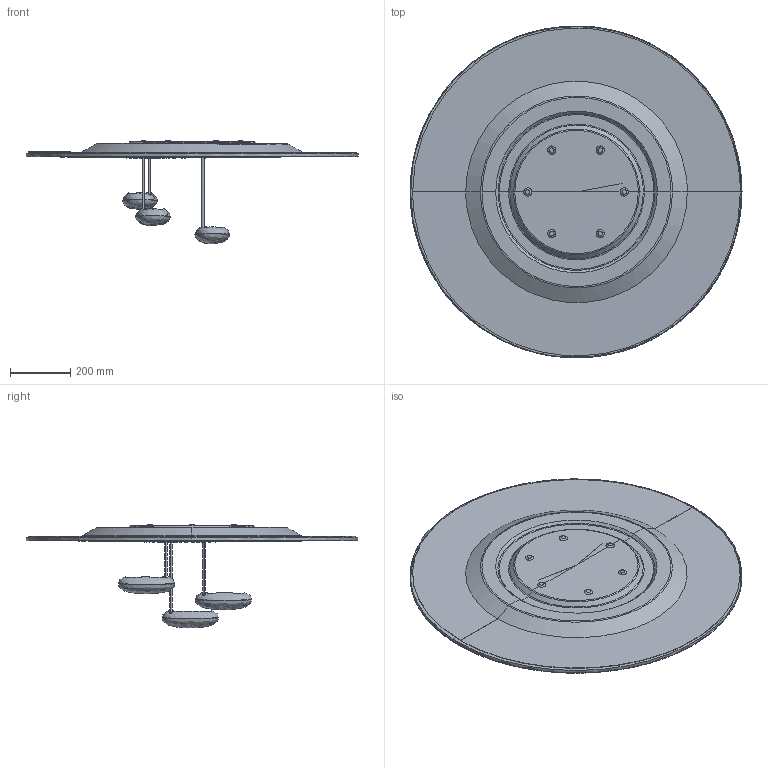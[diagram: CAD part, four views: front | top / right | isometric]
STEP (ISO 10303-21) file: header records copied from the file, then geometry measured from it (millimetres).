
FILE_DESCRIPTION(/* description */ (''),/* implementation_level */ '2;1');
FILE_NAME(/* name */ 'Droplet soffitto',/* time_stamp */ '2009-05-19T12:39:46+02:00',/* author */ (''),/* organization */ (''),/* preprocessor_version */ 'ST-DEVELOPER v10',/* originating_system */ '',/* authorisation */ '');
FILE_SCHEMA (('CONFIG_CONTROL_DESIGN'));
Length unit declared in the file: centimetre
Products named in the file (1): 1
Bounding box: 1100 x 1099.8 x 343.43 mm (x, y, z)
Volume: 12430943.4 mm3; surface area: 3075028.5 mm2
Topology: 7 solids, 17 shells, 76 faces, 417 edges, 357 vertices
Faces by surface type: bspline 76
Entity records: 29206 total; most frequent: CARTESIAN_POINT 27201, ORIENTED_EDGE 537, EDGE_CURVE 405, VERTEX_POINT 353, B_SPLINE_CURVE_WITH_KNOTS 297, EDGE_LOOP 93, ADVANCED_FACE 76, FACE_OUTER_BOUND 76
